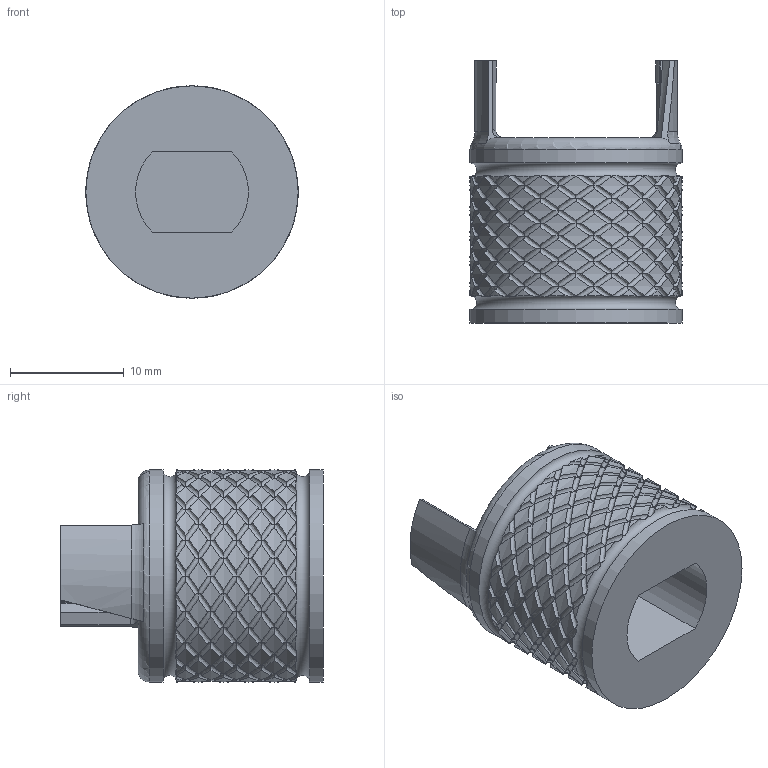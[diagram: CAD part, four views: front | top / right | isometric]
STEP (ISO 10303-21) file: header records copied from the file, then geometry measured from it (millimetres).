
FILE_DESCRIPTION(/* description */ (''),/* implementation_level */ '2;1');
FILE_NAME(/* name */ 'V0.0.1.beyblade-launcher-mini.stp',/* time_stamp */ '2024-09-20T19:52:29+01:00',/* author */ ('iwheard'),/* organization */ (''),/* preprocessor_version */ 'ST-DEVELOPER v19',/* originating_system */ 'Autodesk Inventor 2023',/* authorisation */ '');
FILE_SCHEMA (('AUTOMOTIVE_DESIGN { 1 0 10303 214 3 1 1 }'));
Length unit declared in the file: millimetre
Products named in the file (1): beyblade-launcher-mini
Bounding box: 18.7 x 23.1 x 18.7 mm (x, y, z)
Volume: 3648.7 mm3; surface area: 2314.7 mm2
Topology: 1 solids, 1 shells, 610 faces, 1636 edges, 1029 vertices
Faces by surface type: bspline 362, cylinder 210, plane 27, torus 7, cone 4
Full cylindrical faces by diameter (mm): 18.7 x2
Entity records: 34802 total; most frequent: CARTESIAN_POINT 23561, ORIENTED_EDGE 3272, EDGE_CURVE 1636, B_SPLINE_CURVE_WITH_KNOTS 1472, VERTEX_POINT 1029, DIRECTION 766, EDGE_LOOP 611, FACE_OUTER_BOUND 610
